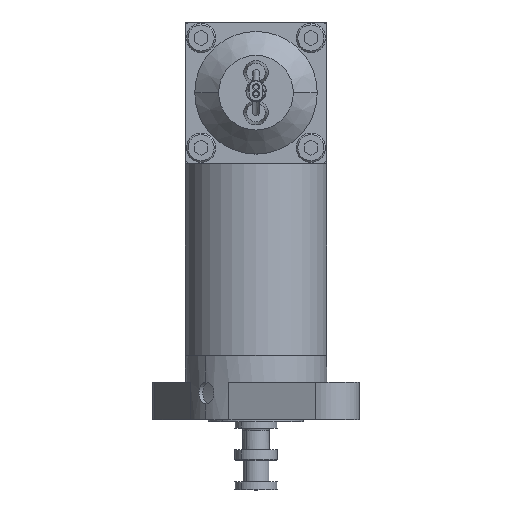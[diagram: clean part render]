
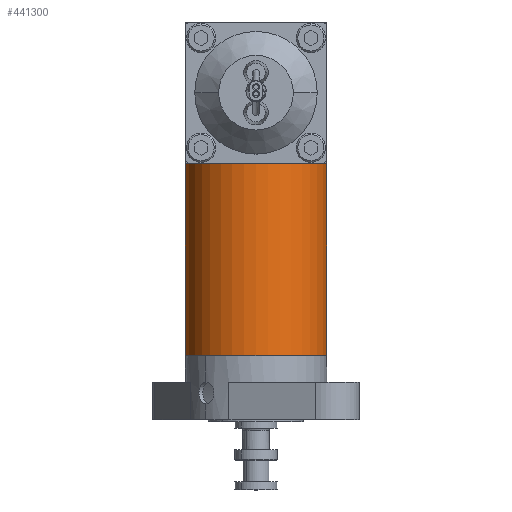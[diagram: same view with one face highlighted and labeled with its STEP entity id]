
A CAD part, top view. The second image highlights one B-rep face of the part: STEP entity #441300.
In plain terms, the highlighted cylindrical face has radius 13.3 mm (diameter 26.6 mm), a partial arc.
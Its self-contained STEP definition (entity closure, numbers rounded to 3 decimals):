
#6100=CARTESIAN_POINT('',(26.6,0.1,-13.3));
#6110=VERTEX_POINT('',#6100);
#6140=CARTESIAN_POINT('',(13.3,0.1,-13.3));
#6150=DIRECTION('',(0.,-1.,0.));
#6160=DIRECTION('',(-1.,0.,0.));
#6170=AXIS2_PLACEMENT_3D('',#6140,#6150,#6160);
#6180=CIRCLE('',#6170,13.3);
#6190=CARTESIAN_POINT('',(0.,0.1,-13.3));
#6200=VERTEX_POINT('',#6190);
#6470=CARTESIAN_POINT('',(26.6,0.,-13.3));
#6480=DIRECTION('',(0.,-1.,0.));
#6490=VECTOR('',#6480,1.);
#6500=LINE('',#6470,#6490);
#6510=CARTESIAN_POINT('',(26.6,36.,-13.3));
#6520=VERTEX_POINT('',#6510);
#6530=EDGE_CURVE('',#6520,#6110,#6500,.T.);
#6680=CARTESIAN_POINT('',(0.,0.,-13.3));
#6690=DIRECTION('',(0.,-1.,0.));
#6700=VECTOR('',#6690,1.);
#6710=LINE('',#6680,#6700);
#6720=CARTESIAN_POINT('',(0.,36.,-13.3));
#6730=VERTEX_POINT('',#6720);
#6760=EDGE_CURVE('',#6730,#6200,#6710,.T.);
#409920=CARTESIAN_POINT('',(13.3,36.,-13.3));
#409930=DIRECTION('',(0.,-1.,0.));
#409940=DIRECTION('',(1.,0.,0.));
#409950=AXIS2_PLACEMENT_3D('',#409920,#409930,#409940);
#409960=CIRCLE('',#409950,13.3);
#409970=EDGE_CURVE('',#6520,#6730,#409960,.T.);
#441180=CARTESIAN_POINT('',(13.3,0.,-13.3));
#441190=DIRECTION('',(0.,-1.,0.));
#441200=DIRECTION('',(1.,0.,0.));
#441210=AXIS2_PLACEMENT_3D('',#441180,#441190,#441200);
#441220=CYLINDRICAL_SURFACE('',#441210,13.3);
#441230=ORIENTED_EDGE('',*,*,#409970,.T.);
#441240=ORIENTED_EDGE('',*,*,#6530,.F.);
#441250=EDGE_CURVE('',#6110,#6200,#6180,.T.);
#441260=ORIENTED_EDGE('',*,*,#441250,.F.);
#441270=ORIENTED_EDGE('',*,*,#6760,.T.);
#441280=EDGE_LOOP('',(#441270,#441260,#441240,#441230));
#441290=FACE_OUTER_BOUND('',#441280,.T.);
#441300=ADVANCED_FACE('',(#441290),#441220,.T.);
